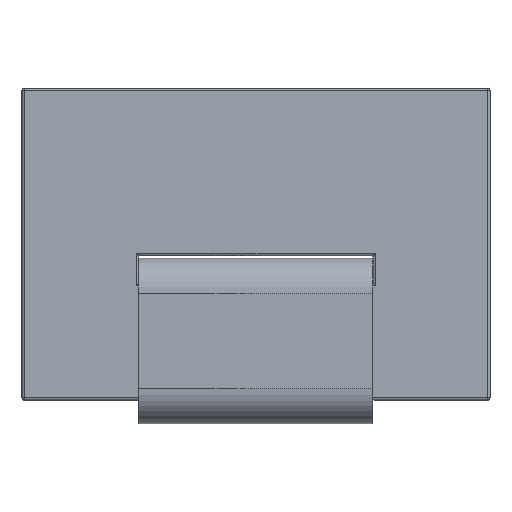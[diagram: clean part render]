
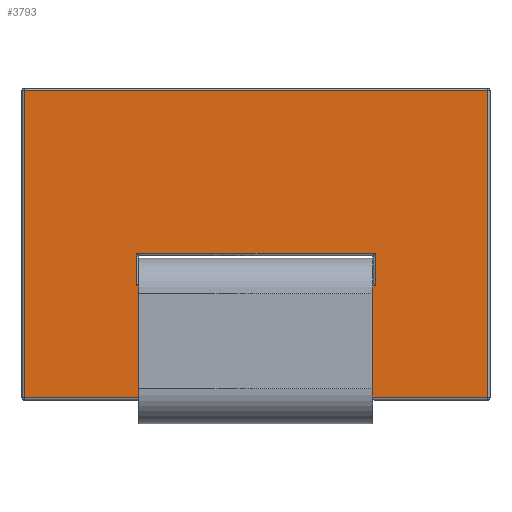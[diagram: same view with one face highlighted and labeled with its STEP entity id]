
A CAD part, left-side view. The second image highlights one B-rep face of the part: STEP entity #3793.
In plain terms, the highlighted planar face has unit normal (-1, 0, 0).
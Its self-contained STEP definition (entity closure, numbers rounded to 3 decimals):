
#717=ORIENTED_EDGE('',*,*,#1173,.T.);
#718=ORIENTED_EDGE('',*,*,#1165,.T.);
#719=ORIENTED_EDGE('',*,*,#1167,.T.);
#720=ORIENTED_EDGE('',*,*,#1175,.T.);
#721=ORIENTED_EDGE('',*,*,#1181,.T.);
#722=ORIENTED_EDGE('',*,*,#1195,.F.);
#723=ORIENTED_EDGE('',*,*,#1223,.F.);
#724=ORIENTED_EDGE('',*,*,#1261,.T.);
#725=ORIENTED_EDGE('',*,*,#1227,.T.);
#726=ORIENTED_EDGE('',*,*,#1200,.F.);
#727=ORIENTED_EDGE('',*,*,#1185,.T.);
#728=ORIENTED_EDGE('',*,*,#1179,.T.);
#1165=EDGE_CURVE('',#1490,#1492,#1754,.T.);
#1167=EDGE_CURVE('',#1492,#1493,#1755,.T.);
#1173=EDGE_CURVE('',#1495,#1490,#1760,.T.);
#1175=EDGE_CURVE('',#1493,#1497,#1761,.T.);
#1179=EDGE_CURVE('',#1499,#1495,#1764,.T.);
#1181=EDGE_CURVE('',#1497,#1501,#1765,.T.);
#1185=EDGE_CURVE('',#1504,#1499,#1768,.T.);
#1195=EDGE_CURVE('',#1509,#1501,#1772,.T.);
#1200=EDGE_CURVE('',#1504,#1511,#1776,.T.);
#1223=EDGE_CURVE('',#1525,#1509,#1786,.T.);
#1227=EDGE_CURVE('',#1528,#1511,#1789,.T.);
#1261=EDGE_CURVE('',#1525,#1528,#1809,.T.);
#1490=VERTEX_POINT('',#5623);
#1492=VERTEX_POINT('',#5627);
#1493=VERTEX_POINT('',#5631);
#1495=VERTEX_POINT('',#5638);
#1497=VERTEX_POINT('',#5645);
#1499=VERTEX_POINT('',#5651);
#1501=VERTEX_POINT('',#5657);
#1504=VERTEX_POINT('',#5664);
#1509=VERTEX_POINT('',#5684);
#1511=VERTEX_POINT('',#5690);
#1525=VERTEX_POINT('',#5738);
#1528=VERTEX_POINT('',#5745);
#1754=LINE('',#5628,#2044);
#1755=LINE('',#5632,#2045);
#1760=LINE('',#5642,#2050);
#1761=LINE('',#5647,#2051);
#1764=LINE('',#5654,#2054);
#1765=LINE('',#5659,#2055);
#1768=LINE('',#5666,#2058);
#1772=LINE('',#5685,#2062);
#1776=LINE('',#5694,#2066);
#1786=LINE('',#5740,#2076);
#1789=LINE('',#5747,#2079);
#1809=LINE('',#5810,#2099);
#2044=VECTOR('',#4334,1000.);
#2045=VECTOR('',#4339,1000.);
#2050=VECTOR('',#4348,1000.);
#2051=VECTOR('',#4353,1000.);
#2054=VECTOR('',#4360,1000.);
#2055=VECTOR('',#4365,1000.);
#2058=VECTOR('',#4372,1000.);
#2062=VECTOR('',#4396,1000.);
#2066=VECTOR('',#4404,1000.);
#2076=VECTOR('',#4458,1000.);
#2079=VECTOR('',#4465,1000.);
#2099=VECTOR('',#4539,1000.);
#2298=EDGE_LOOP('',(#717,#718,#719,#720,#721,#722,#723,#724,#725,#726,#727,
#728));
#2463=FACE_BOUND('',#2298,.T.);
#2567=PLANE('',#3990);
#3793=ADVANCED_FACE('',(#2463),#2567,.F.);
#3990=AXIS2_PLACEMENT_3D('',#5855,#4599,#4600);
#4334=DIRECTION('',(0.,-1.,0.));
#4339=DIRECTION('',(0.,0.,-1.));
#4348=DIRECTION('',(0.,0.,1.));
#4353=DIRECTION('',(0.,1.,0.));
#4360=DIRECTION('',(0.,1.,0.));
#4365=DIRECTION('',(0.,0.,-1.));
#4372=DIRECTION('',(0.,0.,1.));
#4396=DIRECTION('',(0.,1.,0.));
#4404=DIRECTION('',(0.,1.,0.));
#4458=DIRECTION('',(0.,0.,-1.));
#4465=DIRECTION('',(0.,0.,-1.));
#4539=DIRECTION('',(0.,1.,0.));
#4599=DIRECTION('',(1.,0.,0.));
#4600=DIRECTION('',(0.,0.,-1.));
#5623=CARTESIAN_POINT('',(-3.8,1.53,-0.116));
#5627=CARTESIAN_POINT('',(-3.8,-1.53,-0.116));
#5628=CARTESIAN_POINT('',(-3.8,-1.5,-0.116));
#5631=CARTESIAN_POINT('',(-3.8,-1.53,-0.53));
#5632=CARTESIAN_POINT('',(-3.8,-1.53,-0.5));
#5638=CARTESIAN_POINT('',(-3.8,1.53,-0.53));
#5642=CARTESIAN_POINT('',(-3.8,1.53,-0.146));
#5645=CARTESIAN_POINT('',(-3.8,-0.055,-0.53));
#5647=CARTESIAN_POINT('',(-3.8,-0.025,-0.53));
#5651=CARTESIAN_POINT('',(-3.8,0.055,-0.53));
#5654=CARTESIAN_POINT('',(-3.8,1.5,-0.53));
#5657=CARTESIAN_POINT('',(-3.8,-0.055,-1.97));
#5659=CARTESIAN_POINT('',(-3.8,-0.055,2.));
#5664=CARTESIAN_POINT('',(-3.8,0.055,-1.97));
#5666=CARTESIAN_POINT('',(-3.8,0.055,2.));
#5684=CARTESIAN_POINT('',(-3.8,-2.97,-1.97));
#5685=CARTESIAN_POINT('',(-3.8,-3.,-1.97));
#5690=CARTESIAN_POINT('',(-3.8,2.97,-1.97));
#5694=CARTESIAN_POINT('',(-3.8,-3.,-1.97));
#5738=CARTESIAN_POINT('',(-3.8,-2.97,1.97));
#5740=CARTESIAN_POINT('',(-3.8,-2.97,2.));
#5745=CARTESIAN_POINT('',(-3.8,2.97,1.97));
#5747=CARTESIAN_POINT('',(-3.8,2.97,2.));
#5810=CARTESIAN_POINT('',(-3.8,-3.,1.97));
#5855=CARTESIAN_POINT('',(-3.8,-3.,2.));
